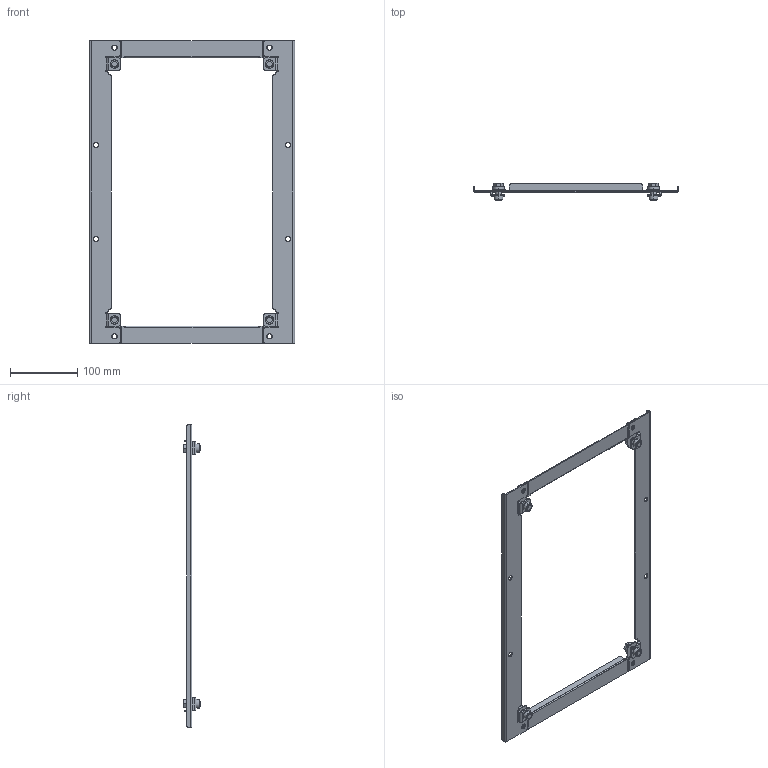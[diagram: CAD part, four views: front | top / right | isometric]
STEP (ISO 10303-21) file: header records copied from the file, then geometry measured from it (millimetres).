
FILE_DESCRIPTION (( 'STEP AP214' ), '1' );
FILE_NAME ('GS4-FMKIT-C.STEP', '2017-05-24T20:24:58', ( '' ), ( '' ), 'SwSTEP 2.0', 'SolidWorks 2015', '' );
FILE_SCHEMA (( 'AUTOMOTIVE_DESIGN' ));
Length unit declared in the file: millimetre
Products named in the file (1): GS4-FMKIT-C
Bounding box: 306 x 25.3 x 451 mm (x, y, z)
Surface area: 120296 mm2 (no closed solid volume)
Topology: 0 solids, 20 shells, 308 faces, 932 edges, 640 vertices
Faces by surface type: plane 148, cylinder 132, cone 24, bspline 4
Entity records: 12958 total; most frequent: CARTESIAN_POINT 4405, DIRECTION 1806, ORIENTED_EDGE 1664, EDGE_CURVE 932, VERTEX_POINT 640, AXIS2_PLACEMENT_3D 617, LINE 572, VECTOR 572
